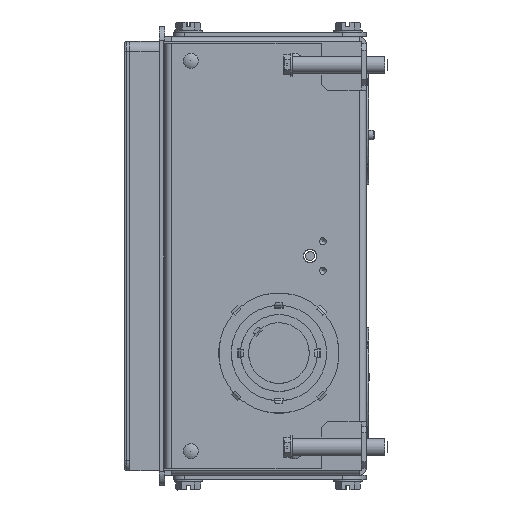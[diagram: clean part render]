
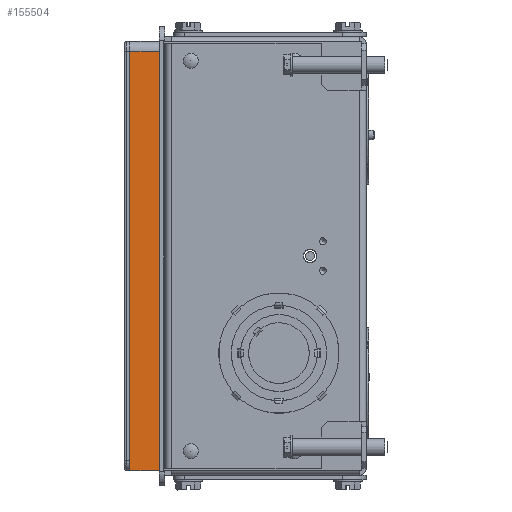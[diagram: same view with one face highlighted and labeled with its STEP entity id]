
A CAD part, left-side view. The second image highlights one B-rep face of the part: STEP entity #155504.
In plain terms, the highlighted planar face has unit normal (-1, 0, 0).
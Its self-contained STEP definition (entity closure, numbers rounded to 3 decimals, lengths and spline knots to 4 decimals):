
#15451=FACE_OUTER_BOUND('',#24311,.T.);
#24311=EDGE_LOOP('',(#115764,#115765,#115766,#115767));
#35968=LINE('',#235228,#51403);
#35969=LINE('',#235230,#51404);
#35970=LINE('',#235232,#51405);
#35971=LINE('',#235233,#51406);
#51403=VECTOR('',#179054,0.3937);
#51404=VECTOR('',#179055,0.3937);
#51405=VECTOR('',#179056,0.3937);
#51406=VECTOR('',#179057,0.3937);
#66607=VERTEX_POINT('',#235226);
#66608=VERTEX_POINT('',#235227);
#66609=VERTEX_POINT('',#235229);
#66610=VERTEX_POINT('',#235231);
#84746=EDGE_CURVE('',#66607,#66608,#35968,.T.);
#84747=EDGE_CURVE('',#66607,#66609,#35969,.T.);
#84748=EDGE_CURVE('',#66609,#66610,#35970,.T.);
#84749=EDGE_CURVE('',#66608,#66610,#35971,.T.);
#115764=ORIENTED_EDGE('',*,*,#84746,.F.);
#115765=ORIENTED_EDGE('',*,*,#84747,.T.);
#115766=ORIENTED_EDGE('',*,*,#84748,.T.);
#115767=ORIENTED_EDGE('',*,*,#84749,.F.);
#149336=PLANE('',#163618);
#155504=ADVANCED_FACE('',(#15451),#149336,.T.);
#163618=AXIS2_PLACEMENT_3D('',#235225,#179052,#179053);
#179052=DIRECTION('center_axis',(-1.,0.,0.));
#179053=DIRECTION('ref_axis',(0.,0.,1.));
#179054=DIRECTION('',(0.,0.,-1.));
#179055=DIRECTION('',(0.,1.,0.));
#179056=DIRECTION('',(0.,0.,-1.));
#179057=DIRECTION('',(0.,1.,0.));
#235225=CARTESIAN_POINT('Origin',(-5.3356,2.927,-3.0956));
#235226=CARTESIAN_POINT('',(-5.3356,2.985,2.9557));
#235227=CARTESIAN_POINT('',(-5.3356,2.985,-3.0956));
#235228=CARTESIAN_POINT('',(-5.3356,2.985,-2.7342));
#235229=CARTESIAN_POINT('',(-5.3356,3.41,2.9557));
#235230=CARTESIAN_POINT('',(-5.3356,2.927,2.9557));
#235231=CARTESIAN_POINT('',(-5.3356,3.41,-3.0956));
#235232=CARTESIAN_POINT('',(-5.3356,3.41,-1.5478));
#235233=CARTESIAN_POINT('',(-5.3356,2.927,-3.0956));
